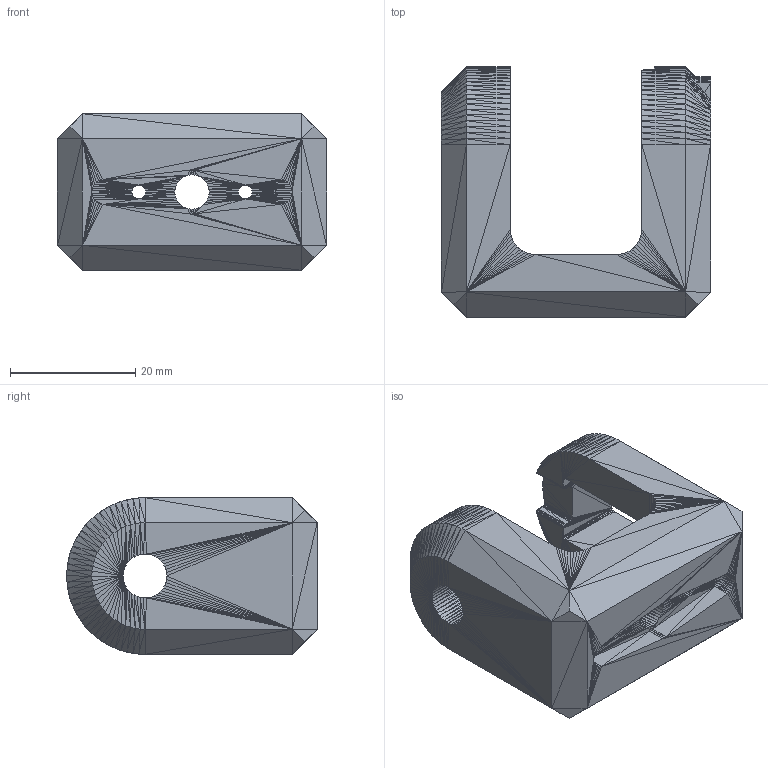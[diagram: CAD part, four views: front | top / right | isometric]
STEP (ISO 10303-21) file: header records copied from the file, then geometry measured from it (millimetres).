
FILE_DESCRIPTION((''),'2;1');
FILE_NAME('Wrist', '2026-01-31T14:31:26', (''), (''), 'ImageToStl.com STEP Converter','', '');
FILE_SCHEMA(('AUTOMOTIVE_DESIGN_CC2'));
Length unit declared in the file: metre
Products named in the file (1): product0
Bounding box: 43 x 40 x 25 mm (x, y, z)
Surface area: 7345.5 mm2 (no closed solid volume)
Topology: 0 solids, 2018 shells, 2018 faces, 6054 edges, 1001 vertices
Faces by surface type: plane 2018
Entity records: 46426 total; most frequent: DIRECTION 10092, ORIENTED_EDGE 6054, EDGE_CURVE 6054, LINE 6054, VECTOR 6054, AXIS2_PLACEMENT_3D 2019, FACE_SURFACE 2018, PLANE 2018
